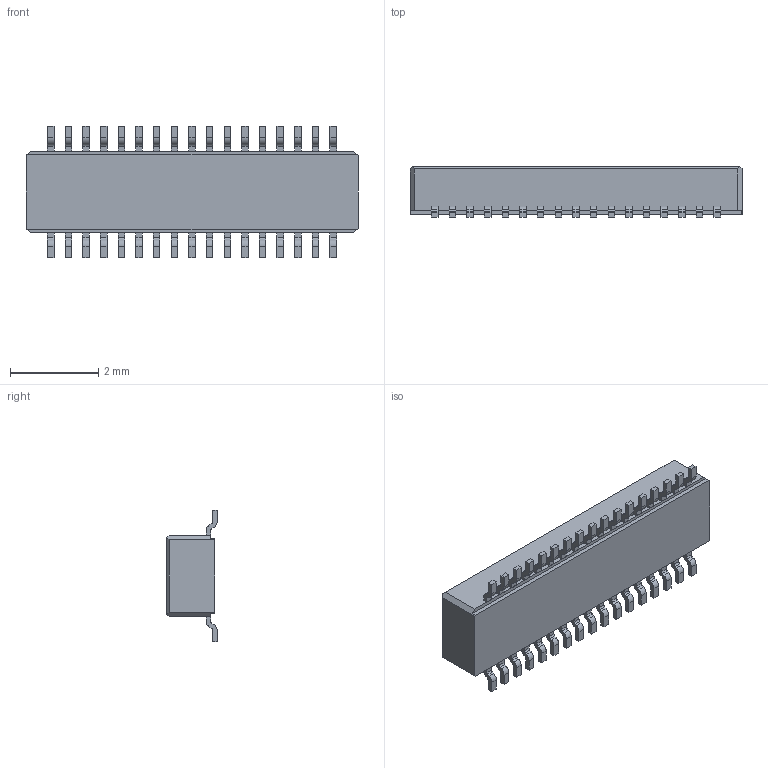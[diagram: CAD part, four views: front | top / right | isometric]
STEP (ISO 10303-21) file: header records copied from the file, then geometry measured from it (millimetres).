
FILE_DESCRIPTION (( 'STEP AP214' ), '1' );
FILE_NAME ('DF40C-30DP-0.4V.stp', '2023-06-13T00:30:56', ( '' ), ( '' ), 'SwSTEP 2.0', 'SolidWorks 2021', '' );
FILE_SCHEMA (( 'AUTOMOTIVE_DESIGN' ));
Length unit declared in the file: millimetre
Products named in the file (1): DF40C-30DP-0.4V
Bounding box: 7.52 x 1.14 x 2.97 mm (x, y, z)
Volume: 9.3 mm3; surface area: 71.8 mm2
Topology: 35 solids, 35 shells, 559 faces, 1438 edges, 952 vertices
Faces by surface type: plane 385, cylinder 158, torus 12, cone 4
Entity records: 17336 total; most frequent: CARTESIAN_POINT 3118, ORIENTED_EDGE 2876, DIRECTION 2850, EDGE_CURVE 1438, VECTOR 1082, LINE 1082, VERTEX_POINT 952, AXIS2_PLACEMENT_3D 884
